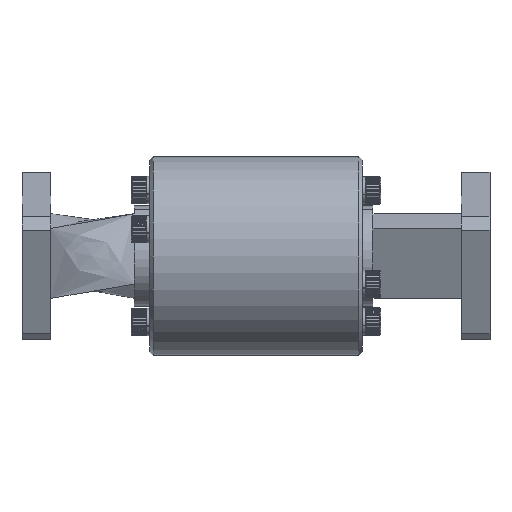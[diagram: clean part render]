
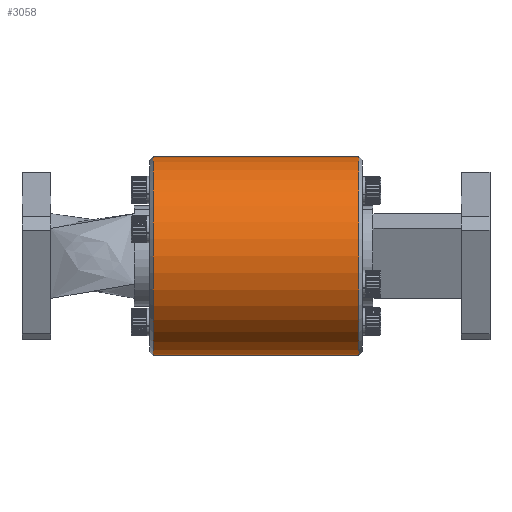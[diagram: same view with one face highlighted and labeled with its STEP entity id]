
A CAD part, front view. The second image highlights one B-rep face of the part: STEP entity #3058.
In plain terms, the highlighted cylindrical face has radius 16.637 mm (diameter 33.274 mm), a partial arc.
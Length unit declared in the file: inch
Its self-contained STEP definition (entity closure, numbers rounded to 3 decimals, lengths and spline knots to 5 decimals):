
#927 = LINE ( 'NONE', #10287, #17755 ) ;
#2115 = EDGE_CURVE ( 'NONE', #30531, #23002, #31820, .T. ) ;
#3058 = ADVANCED_FACE ( 'NONE', ( #38345 ), #35515, .T. ) ;
#4205 = DIRECTION ( 'NONE',  ( 0., 0., 1. ) ) ;
#4525 = DIRECTION ( 'NONE',  ( 0., 0., -1. ) ) ;
#5427 = CARTESIAN_POINT ( 'NONE',  ( 1.32069, 0.6736, 0.3459 ) ) ;
#7101 = CARTESIAN_POINT ( 'NONE',  ( 1.32069, 0.6736, 1.0009 ) ) ;
#7313 = DIRECTION ( 'NONE',  ( -1., 0., 0. ) ) ;
#10287 = CARTESIAN_POINT ( 'NONE',  ( 1.34569, 0.6736, 0.3459 ) ) ;
#10291 = CARTESIAN_POINT ( 'NONE',  ( -0.02931, 0.6736, 1.6559 ) ) ;
#10660 = DIRECTION ( 'NONE',  ( 0., 0., -1. ) ) ;
#11462 = CARTESIAN_POINT ( 'NONE',  ( -0.02931, 0.6736, 0.3459 ) ) ;
#11759 = CARTESIAN_POINT ( 'NONE',  ( 1.32069, 0.6736, 1.6559 ) ) ;
#12333 = AXIS2_PLACEMENT_3D ( 'NONE', #37210, #7313, #4205 ) ;
#13980 = VECTOR ( 'NONE', #15212, 39.37008 ) ;
#14261 = EDGE_CURVE ( 'NONE', #33870, #19371, #927, .T. ) ;
#15212 = DIRECTION ( 'NONE',  ( -1., 0., 0. ) ) ;
#16298 = DIRECTION ( 'NONE',  ( -1., 0., 0. ) ) ;
#17755 = VECTOR ( 'NONE', #16298, 39.37008 ) ;
#19158 = DIRECTION ( 'NONE',  ( -1., 0., 0. ) ) ;
#19371 = VERTEX_POINT ( 'NONE', #11462 ) ;
#19495 = ORIENTED_EDGE ( 'NONE', *, *, #2115, .T. ) ;
#20864 = EDGE_CURVE ( 'NONE', #33870, #30531, #25262, .T. ) ;
#22687 = CIRCLE ( 'NONE', #35381, 0.655 ) ;
#22762 = AXIS2_PLACEMENT_3D ( 'NONE', #7101, #19158, #4525 ) ;
#23002 = VERTEX_POINT ( 'NONE', #10291 ) ;
#24383 = EDGE_CURVE ( 'NONE', #23002, #19371, #22687, .T. ) ;
#25262 = CIRCLE ( 'NONE', #22762, 0.655 ) ;
#25595 = ORIENTED_EDGE ( 'NONE', *, *, #20864, .T. ) ;
#26391 = ORIENTED_EDGE ( 'NONE', *, *, #14261, .F. ) ;
#27009 = CARTESIAN_POINT ( 'NONE',  ( 1.34569, 0.6736, 1.6559 ) ) ;
#28014 = ORIENTED_EDGE ( 'NONE', *, *, #24383, .T. ) ;
#28206 = DIRECTION ( 'NONE',  ( 1., 0., 0. ) ) ;
#30531 = VERTEX_POINT ( 'NONE', #11759 ) ;
#31820 = LINE ( 'NONE', #27009, #13980 ) ;
#33870 = VERTEX_POINT ( 'NONE', #5427 ) ;
#35381 = AXIS2_PLACEMENT_3D ( 'NONE', #37257, #28206, #10660 ) ;
#35515 = CYLINDRICAL_SURFACE ( 'NONE', #12333, 0.655 ) ;
#35977 = EDGE_LOOP ( 'NONE', ( #26391, #25595, #19495, #28014 ) ) ;
#37210 = CARTESIAN_POINT ( 'NONE',  ( 1.34569, 0.6736, 1.0009 ) ) ;
#37257 = CARTESIAN_POINT ( 'NONE',  ( -0.02931, 0.6736, 1.0009 ) ) ;
#38345 = FACE_OUTER_BOUND ( 'NONE', #35977, .T. ) ;
